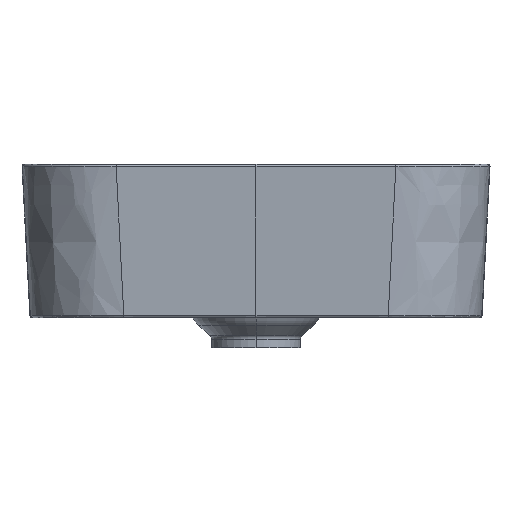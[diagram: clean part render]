
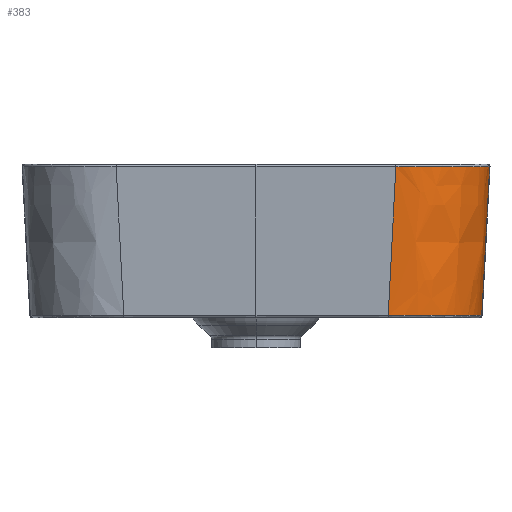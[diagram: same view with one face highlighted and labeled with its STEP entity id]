
A CAD part, left-side view. The second image highlights one B-rep face of the part: STEP entity #383.
In plain terms, the highlighted free-form (B-spline) face has degree [3, 2] with [12, 3] control points.
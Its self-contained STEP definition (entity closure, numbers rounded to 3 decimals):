
#107=(
BOUNDED_SURFACE()
B_SPLINE_SURFACE(3,2,((#10556,#10557,#10558),(#10559,#10560,#10561),(#10562,
#10563,#10564),(#10565,#10566,#10567),(#10568,#10569,#10570),(#10571,#10572,
#10573),(#10574,#10575,#10576),(#10577,#10578,#10579),(#10580,#10581,#10582),
(#10583,#10584,#10585),(#10586,#10587,#10588),(#10589,#10590,#10591)),
 .UNSPECIFIED.,.F.,.F.,.F.)
B_SPLINE_SURFACE_WITH_KNOTS((4,2,2,2,2,4),(3,3),(0.,0.25,0.5,0.75,
0.875,1.),(0.,1.),.UNSPECIFIED.)
GEOMETRIC_REPRESENTATION_ITEM()
RATIONAL_B_SPLINE_SURFACE(((1.,0.711,1.),(1.,0.71,
1.),(1.,0.71,1.),(1.,0.71,1.),(1.,0.709,
1.),(1.,0.709,1.),(1.,0.708,1.),(1.,0.708,
1.),(1.,0.709,1.),(1.,0.71,1.),(1.,0.711,
1.),(1.,0.712,1.)))
REPRESENTATION_ITEM('')
SURFACE()
);
#230=FACE_OUTER_BOUND('',#576,.T.);
#383=ADVANCED_FACE('',(#230),#107,.T.);
#576=EDGE_LOOP('',(#940,#941,#942,#943));
#940=ORIENTED_EDGE('',*,*,#1291,.F.);
#941=ORIENTED_EDGE('',*,*,#1179,.T.);
#942=ORIENTED_EDGE('',*,*,#1295,.T.);
#943=ORIENTED_EDGE('',*,*,#1296,.T.);
#1039=VERTEX_POINT('',#2177);
#1040=VERTEX_POINT('',#2201);
#1102=VERTEX_POINT('',#10394);
#1104=VERTEX_POINT('',#10545);
#1179=EDGE_CURVE('',#1039,#1040,#1326,.T.);
#1291=EDGE_CURVE('',#1039,#1102,#1374,.T.);
#1295=EDGE_CURVE('',#1040,#1104,#1377,.T.);
#1296=EDGE_CURVE('',#1104,#1102,#1378,.T.);
#1326=B_SPLINE_CURVE_WITH_KNOTS('',3,(#2274,#2275,#2276,#2277,#2278,#2279,
#2280,#2281,#2282,#2283,#2284,#2285,#2286,#2287,#2288,#2289,#2290,#2291,
#2292,#2293,#2294,#2295,#2296,#2297,#2298,#2299),.UNSPECIFIED.,.F.,.F.,
(4,2,2,2,2,2,2,2,2,2,2,2,4),(0.,0.125,0.188,0.219,
0.234,0.25,0.5,0.625,
0.687,0.719,0.734,0.75,1.),
 .UNSPECIFIED.);
#1374=B_SPLINE_CURVE_WITH_KNOTS('',3,(#10390,#10391,#10392,#10393),
 .UNSPECIFIED.,.F.,.F.,(4,4),(0.,1.),.UNSPECIFIED.);
#1377=B_SPLINE_CURVE_WITH_KNOTS('',3,(#10535,#10536,#10537,#10538,#10539,
#10540,#10541,#10542,#10543,#10544),.UNSPECIFIED.,.F.,.F.,(4,2,2,2,4),(0.,
0.5,0.75,0.875,1.),.UNSPECIFIED.);
#1378=B_SPLINE_CURVE_WITH_KNOTS('',3,(#10546,#10547,#10548,#10549,#10550,
#10551,#10552,#10553,#10554,#10555),.UNSPECIFIED.,.F.,.F.,(4,2,2,2,4),(0.,
0.25,0.5,0.75,1.),.UNSPECIFIED.);
#2177=CARTESIAN_POINT('',(-294.061,-273.851,-113.151));
#2201=CARTESIAN_POINT('',(-224.54,-343.65,-113.151));
#2274=CARTESIAN_POINT('',(-294.061,-273.851,-113.151));
#2275=CARTESIAN_POINT('',(-294.06,-278.695,-113.161));
#2276=CARTESIAN_POINT('',(-293.55,-283.452,-113.172));
#2277=CARTESIAN_POINT('',(-292.166,-290.188,-113.183));
#2278=CARTESIAN_POINT('',(-291.602,-292.367,-113.186));
#2279=CARTESIAN_POINT('',(-290.633,-295.512,-113.189));
#2280=CARTESIAN_POINT('',(-290.289,-296.54,-113.19));
#2281=CARTESIAN_POINT('',(-289.746,-298.049,-113.192));
#2282=CARTESIAN_POINT('',(-289.56,-298.547,-113.193));
#2283=CARTESIAN_POINT('',(-289.18,-299.531,-113.194));
#2284=CARTESIAN_POINT('',(-289.008,-299.966,-113.194));
#2285=CARTESIAN_POINT('',(-285.284,-309.002,-113.205));
#2286=CARTESIAN_POINT('',(-280.029,-316.798,-113.21));
#2287=CARTESIAN_POINT('',(-270.631,-326.244,-113.21));
#2288=CARTESIAN_POINT('',(-267.135,-329.15,-113.21));
#2289=CARTESIAN_POINT('',(-261.459,-332.982,-113.206));
#2290=CARTESIAN_POINT('',(-259.495,-334.171,-113.204));
#2291=CARTESIAN_POINT('',(-256.464,-335.808,-113.201));
#2292=CARTESIAN_POINT('',(-255.439,-336.329,-113.2));
#2293=CARTESIAN_POINT('',(-253.883,-337.073,-113.198));
#2294=CARTESIAN_POINT('',(-253.361,-337.314,-113.197));
#2295=CARTESIAN_POINT('',(-252.312,-337.784,-113.196));
#2296=CARTESIAN_POINT('',(-251.735,-338.033,-113.195));
#2297=CARTESIAN_POINT('',(-243.561,-341.453,-113.186));
#2298=CARTESIAN_POINT('',(-234.263,-343.609,-113.171));
#2299=CARTESIAN_POINT('',(-224.54,-343.65,-113.151));
#10390=CARTESIAN_POINT('',(-294.061,-273.851,-113.151));
#10391=CARTESIAN_POINT('',(-296.876,-276.576,-75.937));
#10392=CARTESIAN_POINT('',(-298.826,-278.472,-38.894));
#10393=CARTESIAN_POINT('',(-299.938,-279.54,-2.06));
#10394=CARTESIAN_POINT('',(-299.938,-279.54,-2.06));
#10535=CARTESIAN_POINT('',(-224.54,-343.65,-113.151));
#10536=CARTESIAN_POINT('',(-225.929,-345.042,-94.685));
#10537=CARTESIAN_POINT('',(-227.056,-346.226,-76.181));
#10538=CARTESIAN_POINT('',(-228.325,-347.692,-48.404));
#10539=CARTESIAN_POINT('',(-228.694,-348.13,-39.141));
#10540=CARTESIAN_POINT('',(-229.341,-348.706,-25.24));
#10541=CARTESIAN_POINT('',(-229.559,-348.885,-20.606));
#10542=CARTESIAN_POINT('',(-230.082,-349.216,-11.335));
#10543=CARTESIAN_POINT('',(-230.451,-349.366,-6.698));
#10544=CARTESIAN_POINT('',(-230.767,-349.503,-2.06));
#10545=CARTESIAN_POINT('',(-230.767,-349.503,-2.06));
#10546=CARTESIAN_POINT('',(-230.767,-349.503,-2.06));
#10547=CARTESIAN_POINT('',(-240.254,-349.394,-2.068));
#10548=CARTESIAN_POINT('',(-249.844,-347.262,-2.085));
#10549=CARTESIAN_POINT('',(-266.772,-339.766,-2.092));
#10550=CARTESIAN_POINT('',(-274.073,-334.462,-2.084));
#10551=CARTESIAN_POINT('',(-285.443,-322.948,-2.084));
#10552=CARTESIAN_POINT('',(-290.643,-315.597,-2.092));
#10553=CARTESIAN_POINT('',(-297.922,-298.606,-2.085));
#10554=CARTESIAN_POINT('',(-299.938,-289.009,-2.068));
#10555=CARTESIAN_POINT('',(-299.938,-279.54,-2.06));
#10556=CARTESIAN_POINT('',(-224.489,-343.599,-113.821));
#10557=CARTESIAN_POINT('',(-293.614,-342.929,-119.019));
#10558=CARTESIAN_POINT('',(-294.01,-273.802,-113.821));
#10559=CARTESIAN_POINT('',(-225.2,-344.311,-104.406));
#10560=CARTESIAN_POINT('',(-294.369,-343.665,-109.344));
#10561=CARTESIAN_POINT('',(-294.725,-274.494,-104.407));
#10562=CARTESIAN_POINT('',(-225.863,-344.969,-94.984));
#10563=CARTESIAN_POINT('',(-295.067,-344.338,-99.658));
#10564=CARTESIAN_POINT('',(-295.386,-275.133,-94.984));
#10565=CARTESIAN_POINT('',(-227.001,-346.178,-76.123));
#10566=CARTESIAN_POINT('',(-296.348,-345.655,-80.281));
#10567=CARTESIAN_POINT('',(-296.599,-276.307,-76.123));
#10568=CARTESIAN_POINT('',(-227.491,-346.729,-66.684));
#10569=CARTESIAN_POINT('',(-296.931,-346.282,-70.585));
#10570=CARTESIAN_POINT('',(-297.152,-276.842,-66.684));
#10571=CARTESIAN_POINT('',(-228.35,-347.723,-47.802));
#10572=CARTESIAN_POINT('',(-297.982,-347.439,-51.187));
#10573=CARTESIAN_POINT('',(-298.148,-277.807,-47.802));
#10574=CARTESIAN_POINT('',(-228.725,-348.166,-38.357));
#10575=CARTESIAN_POINT('',(-298.45,-347.962,-41.489));
#10576=CARTESIAN_POINT('',(-298.591,-278.237,-38.357));
#10577=CARTESIAN_POINT('',(-229.391,-348.748,-24.183));
#10578=CARTESIAN_POINT('',(-299.067,-348.479,-26.906));
#10579=CARTESIAN_POINT('',(-299.175,-278.803,-24.183));
#10580=CARTESIAN_POINT('',(-229.615,-348.928,-19.457));
#10581=CARTESIAN_POINT('',(-299.258,-348.622,-22.047));
#10582=CARTESIAN_POINT('',(-299.355,-278.978,-19.457));
#10583=CARTESIAN_POINT('',(-230.165,-349.26,-10.003));
#10584=CARTESIAN_POINT('',(-299.612,-348.75,-12.312));
#10585=CARTESIAN_POINT('',(-299.69,-279.301,-10.003));
#10586=CARTESIAN_POINT('',(-230.561,-349.411,-5.275));
#10587=CARTESIAN_POINT('',(-299.774,-348.667,-7.437));
#10588=CARTESIAN_POINT('',(-299.843,-279.449,-5.276));
#10589=CARTESIAN_POINT('',(-230.867,-349.547,-0.547));
#10590=CARTESIAN_POINT('',(-299.923,-348.645,-2.563));
#10591=CARTESIAN_POINT('',(-299.983,-279.584,-0.547));
